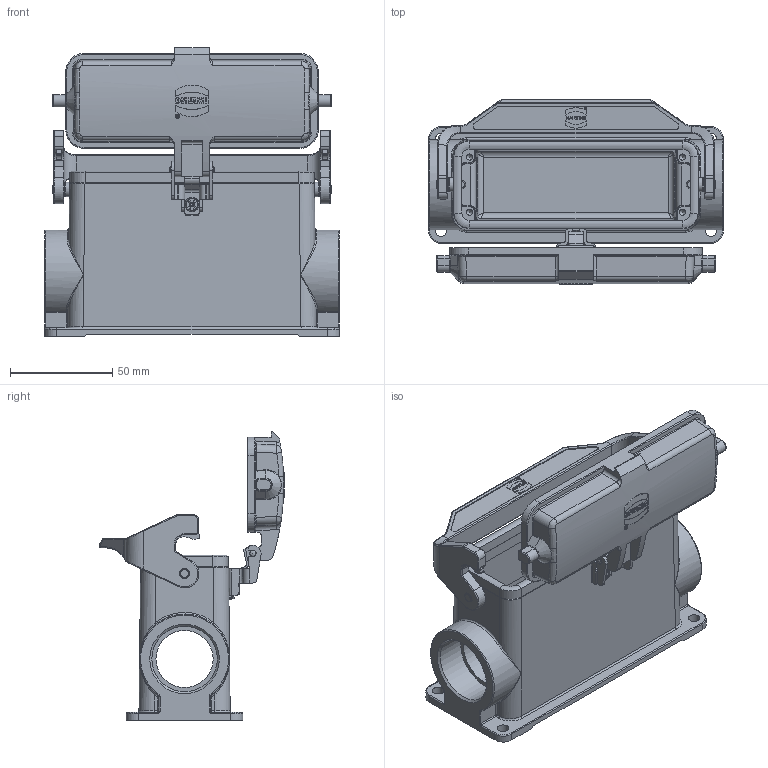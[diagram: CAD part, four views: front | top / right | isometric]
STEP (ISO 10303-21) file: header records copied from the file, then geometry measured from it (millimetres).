
FILE_DESCRIPTION(/* description */ (''),/* implementation_level */ '2;1');
FILE_NAME(/* name */ '100094918ugm000_c.stp',/* time_stamp */ '2017-11-06T08:29:44+01:00',/* author */ (''),/* organization */ (''),/* preprocessor_version */ 'ST-DEVELOPER v16',/* originating_system */ 'SIEMENS PLM Software NX 10.0',/* authorisation */ '');
FILE_SCHEMA (('AUTOMOTIVE_DESIGN { 1 0 10303 214 3 1 1 1 }'));
Products named in the file (1): 100094918ugm000_c
Bounding box: 144 x 90.27 x 141.13 mm (x, y, z)
Volume: 204872.2 mm3; surface area: 103364.8 mm2
Topology: 3 solids, 3 shells, 1123 faces, 3543 edges, 3079 vertices
Faces by surface type: plane 516, cylinder 328, bspline 202, torus 48, cone 27, sphere 2
Full cylindrical faces by diameter (mm): 0.95 x1, 1.05 x1, 2.95 x2, 3 x6, 4 x2, 4.8 x2, 5.6 x4, 7 x3, 28 x2, 32 x2
Entity records: 49481 total; most frequent: CARTESIAN_POINT 15423, ORIENTED_EDGE 5670, DIRECTION 5240, EDGE_CURVE 2835, VERTEX_POINT 1826, AXIS2_PLACEMENT_3D 1774, LINE 1692, VECTOR 1692
